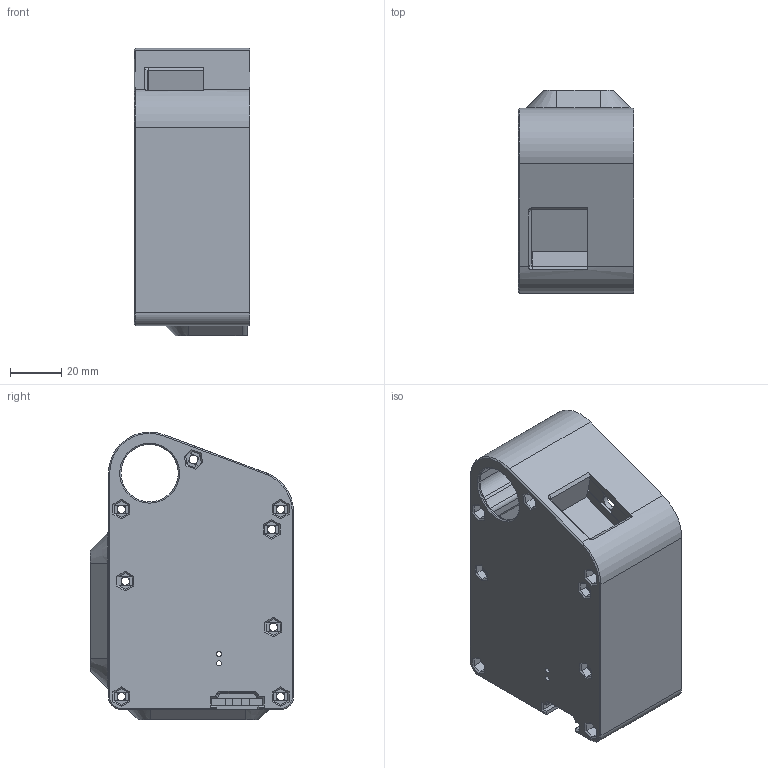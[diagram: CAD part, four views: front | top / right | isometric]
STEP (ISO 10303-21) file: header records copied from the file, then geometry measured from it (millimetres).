
FILE_DESCRIPTION(/* description */ (''),/* implementation_level */ '2;1');
FILE_NAME(/* name */ 'OBS-C-001 v44_with_LED_holes.step',/* time_stamp */ '2021-01-02T18:37:32+01:00',/* author */ (''),/* organization */ (''),/* preprocessor_version */ 'ST-DEVELOPER v18.1',/* originating_system */ 'Autodesk Translation Framework v9.7.1.1290',/* authorisation */ '');
FILE_SCHEMA (('AUTOMOTIVE_DESIGN { 1 0 10303 214 3 1 1 }'));
Length unit declared in the file: millimetre
Products named in the file (1): OBS-C-001
Bounding box: 45 x 79 x 111.99 mm (x, y, z)
Volume: 62021.5 mm3; surface area: 48900 mm2
Topology: 1 solids, 1 shells, 543 faces, 1415 edges, 888 vertices
Faces by surface type: plane 406, cylinder 81, cone 28, bspline 24, torus 4
Full cylindrical faces by diameter (mm): 2 x2, 3.2 x16, 6 x1, 22.3 x1
Entity records: 16679 total; most frequent: CARTESIAN_POINT 3295, ORIENTED_EDGE 2830, DIRECTION 2624, EDGE_CURVE 1415, LINE 1146, VECTOR 1146, VERTEX_POINT 888, AXIS2_PLACEMENT_3D 739
